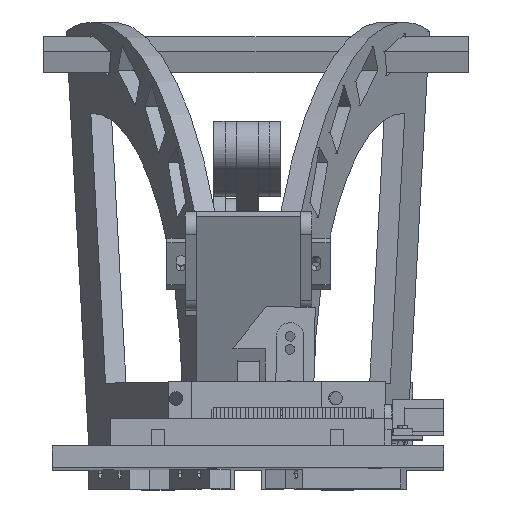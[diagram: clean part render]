
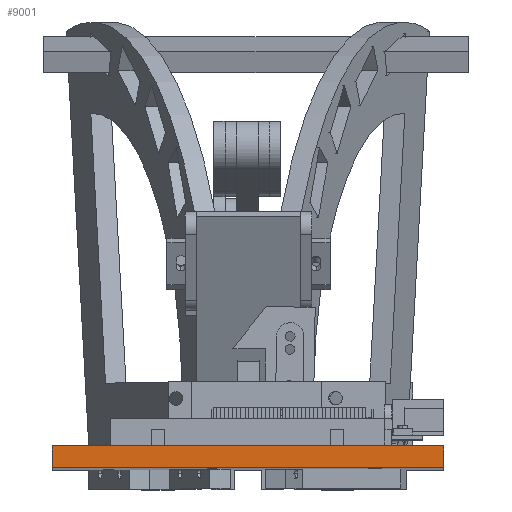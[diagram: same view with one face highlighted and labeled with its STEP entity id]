
A CAD part, top view. The second image highlights one B-rep face of the part: STEP entity #9001.
In plain terms, the highlighted free-form (B-spline) face has degree [1, 1] with [2, 2] control points.
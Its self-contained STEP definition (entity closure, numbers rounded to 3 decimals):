
#6911 = VERTEX_POINT('',#6912);
#6912 = CARTESIAN_POINT('',(50.72,-6.944,
    695.833));
#6917 = EDGE_CURVE('',#6918,#6911,#6920,.T.);
#6918 = VERTEX_POINT('',#6919);
#6919 = CARTESIAN_POINT('',(-122.035,-6.944,
    695.833));
#6920 = B_SPLINE_CURVE_WITH_KNOTS('',1,(#6921,#6922),.UNSPECIFIED.,.F.,
  .F.,(2,2),(0.,120.),.PIECEWISE_BEZIER_KNOTS.);
#6921 = CARTESIAN_POINT('',(-122.035,-6.944,
    695.833));
#6922 = CARTESIAN_POINT('',(50.72,-6.944,
    695.833));
#7740 = VERTEX_POINT('',#7741);
#7741 = CARTESIAN_POINT('',(50.72,2.557,
    695.833));
#7756 = VERTEX_POINT('',#7757);
#7757 = CARTESIAN_POINT('',(-122.035,2.557,
    695.833));
#7762 = EDGE_CURVE('',#7740,#7756,#7763,.T.);
#7763 = B_SPLINE_CURVE_WITH_KNOTS('',1,(#7764,#7765),.UNSPECIFIED.,.F.,
  .F.,(2,2),(0.,120.),.PIECEWISE_BEZIER_KNOTS.);
#7764 = CARTESIAN_POINT('',(50.72,2.557,
    695.833));
#7765 = CARTESIAN_POINT('',(-122.035,2.557,
    695.833));
#8119 = EDGE_CURVE('',#6911,#7740,#8120,.T.);
#8120 = B_SPLINE_CURVE_WITH_KNOTS('',1,(#8121,#8122),.UNSPECIFIED.,.F.,
  .F.,(2,2),(0.,6.6),.PIECEWISE_BEZIER_KNOTS.);
#8121 = CARTESIAN_POINT('',(50.72,-6.944,
    695.833));
#8122 = CARTESIAN_POINT('',(50.72,2.557,
    695.833));
#8140 = EDGE_CURVE('',#7756,#6918,#8141,.T.);
#8141 = B_SPLINE_CURVE_WITH_KNOTS('',1,(#8142,#8143),.UNSPECIFIED.,.F.,
  .F.,(2,2),(0.,6.6),.PIECEWISE_BEZIER_KNOTS.);
#8142 = CARTESIAN_POINT('',(-122.035,2.557,
    695.833));
#8143 = CARTESIAN_POINT('',(-122.035,-6.944,
    695.833));
#9001 = ADVANCED_FACE('',(#9002),#9008,.T.);
#9002 = FACE_BOUND('',#9003,.T.);
#9003 = EDGE_LOOP('',(#9004,#9005,#9006,#9007));
#9004 = ORIENTED_EDGE('',*,*,#8119,.T.);
#9005 = ORIENTED_EDGE('',*,*,#7762,.T.);
#9006 = ORIENTED_EDGE('',*,*,#8140,.T.);
#9007 = ORIENTED_EDGE('',*,*,#6917,.T.);
#9008 = B_SPLINE_SURFACE_WITH_KNOTS('',1,1,(
    (#9009,#9010)
    ,(#9011,#9012
    )),.UNSPECIFIED.,.F.,.F.,.F.,(2,2),(2,2),(-71.6,48.4),(-16.7,-10.1),
  .PIECEWISE_BEZIER_KNOTS.);
#9009 = CARTESIAN_POINT('',(-122.035,-6.944,
    695.833));
#9010 = CARTESIAN_POINT('',(-122.035,2.557,
    695.833));
#9011 = CARTESIAN_POINT('',(50.72,-6.944,
    695.833));
#9012 = CARTESIAN_POINT('',(50.72,2.557,
    695.833));
